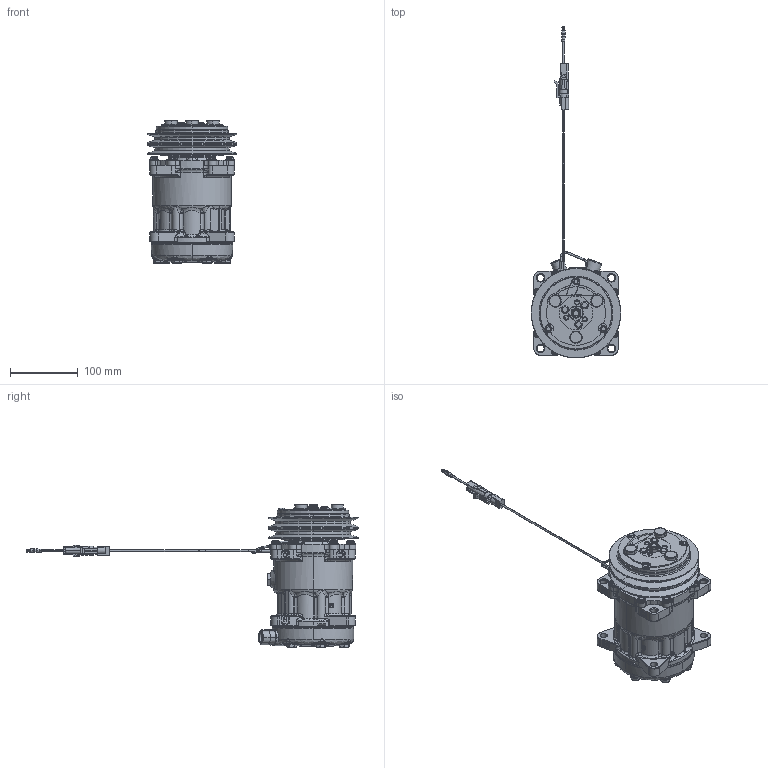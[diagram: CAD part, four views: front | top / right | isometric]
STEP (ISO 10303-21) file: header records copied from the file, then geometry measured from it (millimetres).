
FILE_DESCRIPTION (( 'STEP AP203' ), '1' );
FILE_NAME ('SANDEN_4664_REV_F_COMPR_AC.STEP', '2011-01-26T17:10:45', ( '' ), ( '' ), 'SwSTEP 2.0', 'SolidWorks 2010', '' );
FILE_SCHEMA (( 'CONFIG_CONTROL_DESIGN' ));
Length unit declared in the file: millimetre
Products named in the file (1): SANDEN_4664_REV_F_COMPR_AC
Bounding box: 132 x 488.42 x 210.54 mm (x, y, z)
Volume: 2094036.7 mm3; surface area: 249440.4 mm2
Topology: 1 solids, 15 shells, 2400 faces, 6199 edges, 3855 vertices
Faces by surface type: cylinder 705, plane 675, bspline 531, cone 268, torus 200, sphere 21
Entity records: 154807 total; most frequent: CARTESIAN_POINT 101735, ORIENTED_EDGE 12298, DIRECTION 9323, EDGE_CURVE 6149, VERTEX_POINT 3853, AXIS2_PLACEMENT_3D 3708, EDGE_LOOP 2582, ADVANCED_FACE 2400
